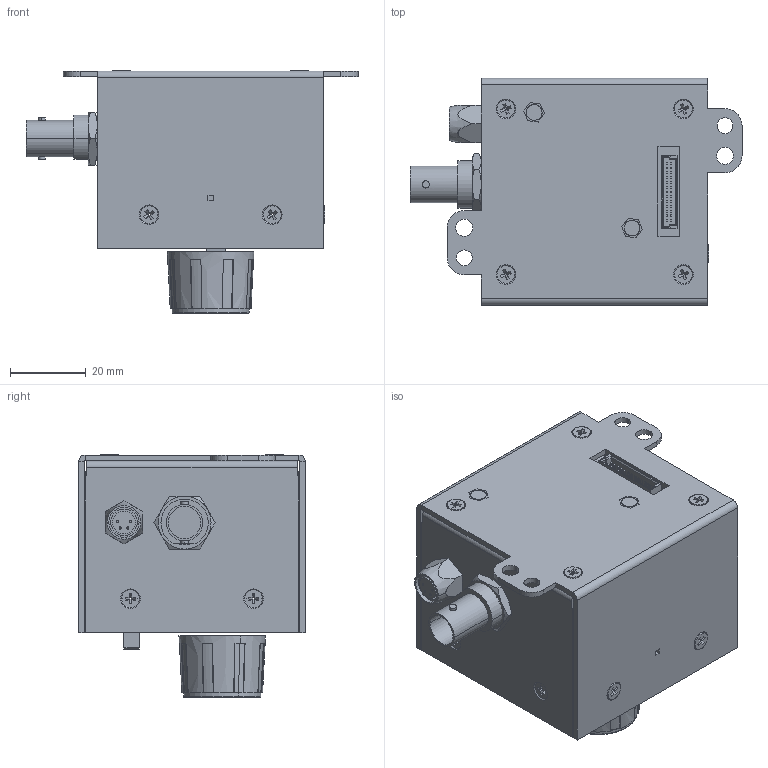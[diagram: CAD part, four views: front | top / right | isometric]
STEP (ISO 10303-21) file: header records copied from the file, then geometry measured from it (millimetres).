
FILE_DESCRIPTION (( 'STEP AP214' ), '1' );
FILE_NAME ('14194-E0w.step', '2007-11-13T11:16:12', ( ' ' ), ( ' ' ), 'SwSTEP 2.0', 'SolidWorks 2007', '' );
FILE_SCHEMA (( 'AUTOMOTIVE_DESIGN' ));
Length unit declared in the file: millimetre
Products named in the file (1): 14194-E0w
Bounding box: 87.86 x 60.3 x 64.3 mm (x, y, z)
Surface area: 40708.5 mm2 (no closed solid volume)
Topology: 0 solids, 68 shells, 709 faces, 3175 edges, 2489 vertices
Faces by surface type: plane 570, cylinder 71, cone 43, bspline 21, torus 4
Entity records: 42152 total; most frequent: CARTESIAN_POINT 9589, DIRECTION 4649, ORIENTED_EDGE 4477, EDGE_CURVE 3175, VECTOR 2603, LINE 2603, VERTEX_POINT 2489, AXIS2_PLACEMENT_3D 1023
